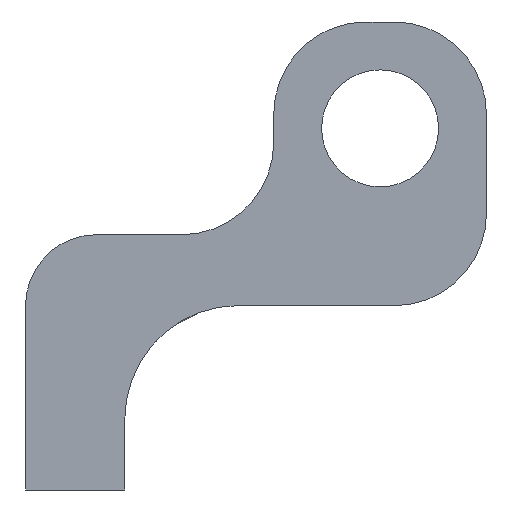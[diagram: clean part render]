
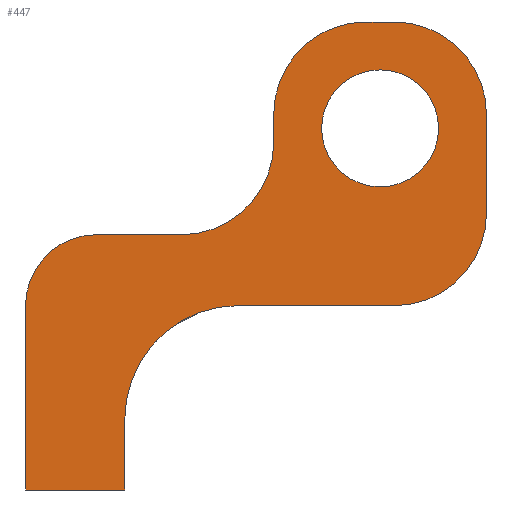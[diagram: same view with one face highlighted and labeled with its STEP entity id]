
A CAD part, left-side view. The second image highlights one B-rep face of the part: STEP entity #447.
In plain terms, the highlighted planar face has unit normal (-1, 0, 0).
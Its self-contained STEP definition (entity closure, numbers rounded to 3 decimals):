
#19=FACE_BOUND('',#81,.T.);
#30=PLANE('',#506);
#53=FACE_OUTER_BOUND('',#80,.T.);
#80=EDGE_LOOP('',(#395,#396,#397,#398,#399,#400,#401,#402,#403,#404,#405,
#406,#407,#408));
#81=EDGE_LOOP('',(#409));
#86=CIRCLE('',#466,8.);
#92=CIRCLE('',#478,5.);
#101=CIRCLE('',#490,6.5);
#102=CIRCLE('',#493,6.5);
#103=CIRCLE('',#496,6.5);
#104=CIRCLE('',#499,6.5);
#105=CIRCLE('',#501,4.125);
#113=LINE('',#724,#150);
#118=LINE('',#733,#155);
#123=LINE('',#751,#160);
#131=LINE('',#782,#168);
#134=LINE('',#790,#171);
#137=LINE('',#799,#174);
#140=LINE('',#808,#177);
#143=LINE('',#816,#180);
#150=VECTOR('',#537,10.);
#155=VECTOR('',#544,10.);
#160=VECTOR('',#561,10.);
#168=VECTOR('',#591,10.);
#171=VECTOR('',#600,10.);
#174=VECTOR('',#609,10.);
#177=VECTOR('',#622,10.);
#180=VECTOR('',#633,10.);
#189=VERTEX_POINT('',#670);
#190=VERTEX_POINT('',#672);
#197=VERTEX_POINT('',#723);
#200=VERTEX_POINT('',#731);
#202=VERTEX_POINT('',#738);
#203=VERTEX_POINT('',#739);
#207=VERTEX_POINT('',#749);
#218=VERTEX_POINT('',#776);
#219=VERTEX_POINT('',#780);
#220=VERTEX_POINT('',#784);
#221=VERTEX_POINT('',#788);
#222=VERTEX_POINT('',#792);
#223=VERTEX_POINT('',#793);
#224=VERTEX_POINT('',#798);
#225=VERTEX_POINT('',#804);
#231=EDGE_CURVE('',#189,#190,#86,.T.);
#243=EDGE_CURVE('',#190,#197,#113,.T.);
#248=EDGE_CURVE('',#200,#189,#118,.T.);
#250=EDGE_CURVE('',#202,#203,#92,.T.);
#256=EDGE_CURVE('',#207,#202,#123,.T.);
#270=EDGE_CURVE('',#218,#200,#101,.T.);
#272=EDGE_CURVE('',#218,#219,#131,.T.);
#274=EDGE_CURVE('',#220,#219,#102,.T.);
#276=EDGE_CURVE('',#221,#220,#134,.T.);
#277=EDGE_CURVE('',#222,#223,#103,.T.);
#280=EDGE_CURVE('',#223,#224,#137,.T.);
#282=EDGE_CURVE('',#224,#221,#104,.T.);
#284=EDGE_CURVE('',#225,#225,#105,.T.);
#285=EDGE_CURVE('',#203,#222,#140,.T.);
#289=EDGE_CURVE('',#197,#207,#143,.T.);
#395=ORIENTED_EDGE('',*,*,#250,.F.);
#396=ORIENTED_EDGE('',*,*,#256,.F.);
#397=ORIENTED_EDGE('',*,*,#289,.F.);
#398=ORIENTED_EDGE('',*,*,#243,.F.);
#399=ORIENTED_EDGE('',*,*,#231,.F.);
#400=ORIENTED_EDGE('',*,*,#248,.F.);
#401=ORIENTED_EDGE('',*,*,#270,.F.);
#402=ORIENTED_EDGE('',*,*,#272,.T.);
#403=ORIENTED_EDGE('',*,*,#274,.F.);
#404=ORIENTED_EDGE('',*,*,#276,.F.);
#405=ORIENTED_EDGE('',*,*,#282,.F.);
#406=ORIENTED_EDGE('',*,*,#280,.F.);
#407=ORIENTED_EDGE('',*,*,#277,.F.);
#408=ORIENTED_EDGE('',*,*,#285,.F.);
#409=ORIENTED_EDGE('',*,*,#284,.T.);
#447=ADVANCED_FACE('',(#53,#19),#30,.T.);
#466=AXIS2_PLACEMENT_3D('',#673,#517,#518);
#478=AXIS2_PLACEMENT_3D('',#740,#551,#552);
#490=AXIS2_PLACEMENT_3D('',#778,#586,#587);
#493=AXIS2_PLACEMENT_3D('',#786,#595,#596);
#496=AXIS2_PLACEMENT_3D('',#794,#603,#604);
#499=AXIS2_PLACEMENT_3D('',#802,#613,#614);
#501=AXIS2_PLACEMENT_3D('',#806,#618,#619);
#506=AXIS2_PLACEMENT_3D('',#815,#631,#632);
#517=DIRECTION('center_axis',(-1.,0.,0.));
#518=DIRECTION('ref_axis',(0.,0.707,0.707));
#537=DIRECTION('',(0.,0.,-1.));
#544=DIRECTION('',(0.,1.,0.));
#551=DIRECTION('center_axis',(1.,0.,0.));
#552=DIRECTION('ref_axis',(0.,0.707,0.707));
#561=DIRECTION('',(0.,0.,1.));
#586=DIRECTION('center_axis',(1.,0.,0.));
#587=DIRECTION('ref_axis',(0.,-0.707,-0.707));
#591=DIRECTION('',(0.,0.,1.));
#595=DIRECTION('center_axis',(1.,0.,0.));
#596=DIRECTION('ref_axis',(0.,-0.707,0.707));
#600=DIRECTION('',(0.,-1.,0.));
#603=DIRECTION('center_axis',(-1.,0.,0.));
#604=DIRECTION('ref_axis',(0.,-0.707,-0.707));
#609=DIRECTION('',(0.,0.,1.));
#613=DIRECTION('center_axis',(1.,0.,0.));
#614=DIRECTION('ref_axis',(0.,0.707,0.707));
#618=DIRECTION('center_axis',(1.,0.,0.));
#619=DIRECTION('ref_axis',(0.,1.,0.));
#622=DIRECTION('',(0.,-1.,0.));
#631=DIRECTION('center_axis',(-1.,0.,0.));
#632=DIRECTION('ref_axis',(0.,0.,1.));
#633=DIRECTION('',(0.,1.,0.));
#670=CARTESIAN_POINT('',(-12.,-12.5,6.5));
#672=CARTESIAN_POINT('',(-12.,-4.5,-1.5));
#673=CARTESIAN_POINT('Origin',(-12.,-12.5,-1.5));
#723=CARTESIAN_POINT('',(-12.,-4.5,-6.5));
#724=CARTESIAN_POINT('',(-12.,-4.5,6.5));
#731=CARTESIAN_POINT('',(-12.,-23.5,6.5));
#733=CARTESIAN_POINT('',(-12.,-22.5,6.5));
#738=CARTESIAN_POINT('',(-12.,2.5,6.5));
#739=CARTESIAN_POINT('',(-12.,-2.5,11.5));
#740=CARTESIAN_POINT('Origin',(-12.,-2.5,6.5));
#749=CARTESIAN_POINT('',(-12.,2.5,-6.5));
#751=CARTESIAN_POINT('',(-12.,2.5,6.5));
#776=CARTESIAN_POINT('',(-12.,-30.,13.));
#778=CARTESIAN_POINT('Origin',(-12.,-23.5,13.));
#780=CARTESIAN_POINT('',(-12.,-30.,20.));
#782=CARTESIAN_POINT('',(-12.,-30.,6.5));
#784=CARTESIAN_POINT('',(-12.,-23.5,26.5));
#786=CARTESIAN_POINT('Origin',(-12.,-23.5,20.));
#788=CARTESIAN_POINT('',(-12.,-21.5,26.5));
#790=CARTESIAN_POINT('',(-12.,-30.,26.5));
#792=CARTESIAN_POINT('',(-12.,-8.5,11.5));
#793=CARTESIAN_POINT('',(-12.,-15.,18.));
#794=CARTESIAN_POINT('Origin',(-12.,-8.5,18.));
#798=CARTESIAN_POINT('',(-12.,-15.,20.));
#799=CARTESIAN_POINT('',(-12.,-15.,11.5));
#802=CARTESIAN_POINT('Origin',(-12.,-21.5,20.));
#804=CARTESIAN_POINT('',(-12.,-26.625,19.));
#806=CARTESIAN_POINT('Origin',(-12.,-22.5,19.));
#808=CARTESIAN_POINT('',(-12.,-22.5,11.5));
#815=CARTESIAN_POINT('Origin',(-12.,0.,-6.5));
#816=CARTESIAN_POINT('',(-12.,0.,-6.5));
